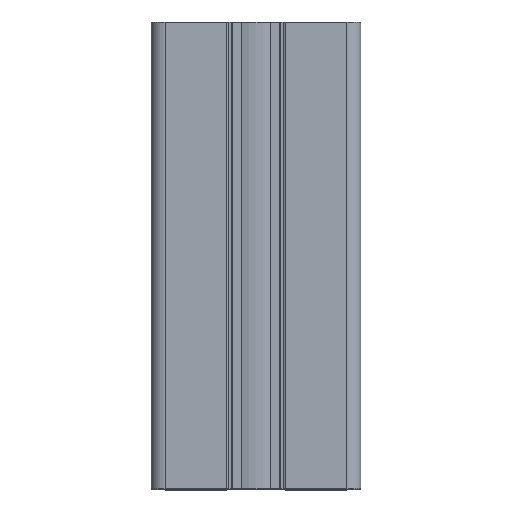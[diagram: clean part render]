
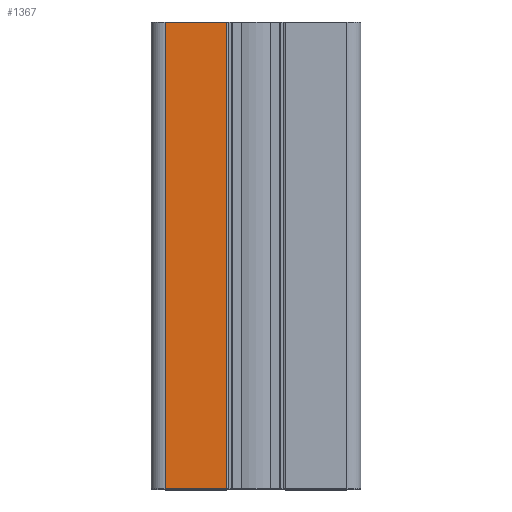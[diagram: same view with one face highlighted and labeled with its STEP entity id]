
A CAD part, top view. The second image highlights one B-rep face of the part: STEP entity #1367.
In plain terms, the highlighted planar face has unit normal (0, 0, 1).
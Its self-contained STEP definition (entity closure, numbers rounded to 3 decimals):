
#1367 = ADVANCED_FACE( '', ( #2825 ), #2826, .F. );
#2825 = FACE_OUTER_BOUND( '', #4353, .T. );
#2826 = PLANE( '', #4354 );
#4353 = EDGE_LOOP( '', ( #8952, #8953, #8954, #8955 ) );
#4354 = AXIS2_PLACEMENT_3D( '', #8956, #8957, #8958 );
#8952 = ORIENTED_EDGE( '', *, *, #11229, .T. );
#8953 = ORIENTED_EDGE( '', *, *, #10093, .F. );
#8954 = ORIENTED_EDGE( '', *, *, #10624, .F. );
#8955 = ORIENTED_EDGE( '', *, *, #10954, .T. );
#8956 = CARTESIAN_POINT( '', ( -19.5, 100., 90. ) );
#8957 = DIRECTION( '', ( 0., 0., -1. ) );
#8958 = DIRECTION( '', ( 0., 1., 0. ) );
#10093 = EDGE_CURVE( '', #12471, #12466, #12473, .T. );
#10624 = EDGE_CURVE( '', #13319, #12471, #13321, .T. );
#10954 = EDGE_CURVE( '', #13319, #13817, #13819, .T. );
#11229 = EDGE_CURVE( '', #13817, #12466, #14205, .T. );
#12466 = VERTEX_POINT( '', #15779 );
#12471 = VERTEX_POINT( '', #15785 );
#12473 = LINE( '', #15787, #15788 );
#13319 = VERTEX_POINT( '', #16904 );
#13321 = LINE( '', #16906, #16907 );
#13817 = VERTEX_POINT( '', #17592 );
#13819 = LINE( '', #17594, #17595 );
#14205 = LINE( '', #18140, #18141 );
#15779 = CARTESIAN_POINT( '', ( -6.3, 0., 90. ) );
#15785 = CARTESIAN_POINT( '', ( -6.3, 100., 90. ) );
#15787 = CARTESIAN_POINT( '', ( -6.3, 100., 90. ) );
#15788 = VECTOR( '', #19190, 1000. );
#16904 = CARTESIAN_POINT( '', ( -19.5, 100., 90. ) );
#16906 = CARTESIAN_POINT( '', ( -19.5, 100., 90. ) );
#16907 = VECTOR( '', #19929, 1000. );
#17592 = CARTESIAN_POINT( '', ( -19.5, 0., 90. ) );
#17594 = CARTESIAN_POINT( '', ( -19.5, 100., 90. ) );
#17595 = VECTOR( '', #20416, 1000. );
#18140 = CARTESIAN_POINT( '', ( -19.5, 0., 90. ) );
#18141 = VECTOR( '', #20819, 1000. );
#19190 = DIRECTION( '', ( 0., -1., 0. ) );
#19929 = DIRECTION( '', ( 1., 0., 0. ) );
#20416 = DIRECTION( '', ( 0., -1., 0. ) );
#20819 = DIRECTION( '', ( 1., 0., 0. ) );
